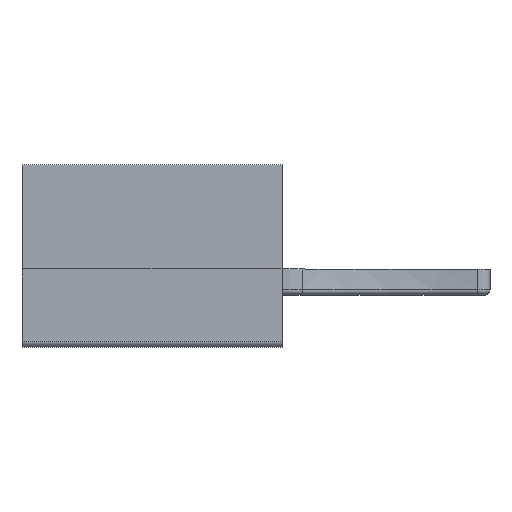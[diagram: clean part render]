
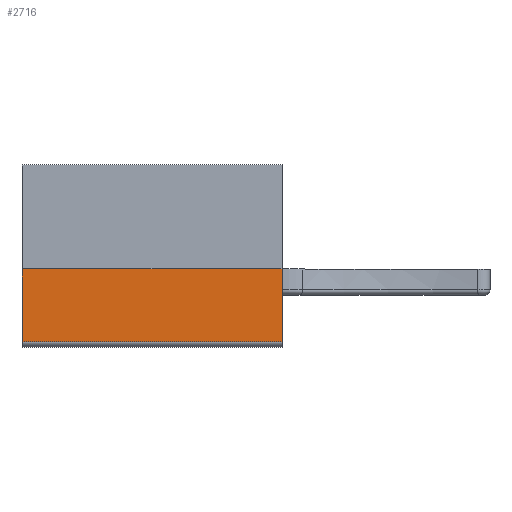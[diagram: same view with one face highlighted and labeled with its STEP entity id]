
A CAD part, top view. The second image highlights one B-rep face of the part: STEP entity #2716.
In plain terms, the highlighted planar face has unit normal (0, 0, 1).
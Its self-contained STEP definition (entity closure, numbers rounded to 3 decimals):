
#157 = PLANE('',#158);
#158 = AXIS2_PLACEMENT_3D('',#159,#160,#161);
#159 = CARTESIAN_POINT('',(-117.,-94.772,22.225));
#160 = DIRECTION('',(1.,0.,0.));
#161 = DIRECTION('',(0.,0.,1.));
#852 = EDGE_CURVE('',#853,#855,#857,.T.);
#853 = VERTEX_POINT('',#854);
#854 = CARTESIAN_POINT('',(-67.,-80.,33.));
#855 = VERTEX_POINT('',#856);
#856 = CARTESIAN_POINT('',(-67.,-94.,33.));
#857 = SURFACE_CURVE('',#858,(#862,#874),.PCURVE_S1.);
#858 = LINE('',#859,#860);
#859 = CARTESIAN_POINT('',(-67.,-80.,33.));
#860 = VECTOR('',#861,1.);
#861 = DIRECTION('',(0.,-1.,0.));
#862 = PCURVE('',#863,#868);
#863 = PLANE('',#864);
#864 = AXIS2_PLACEMENT_3D('',#865,#866,#867);
#865 = CARTESIAN_POINT('',(-67.,-80.,25.));
#866 = DIRECTION('',(-1.,0.,0.));
#867 = DIRECTION('',(0.,0.,-1.));
#868 = DEFINITIONAL_REPRESENTATION('',(#869),#873);
#869 = LINE('',#870,#871);
#870 = CARTESIAN_POINT('',(-8.,0.));
#871 = VECTOR('',#872,1.);
#872 = DIRECTION('',(0.,1.));
#873 = ( GEOMETRIC_REPRESENTATION_CONTEXT(2) 
PARAMETRIC_REPRESENTATION_CONTEXT() REPRESENTATION_CONTEXT('2D SPACE',''
  ) );
#874 = PCURVE('',#875,#880);
#875 = PLANE('',#876);
#876 = AXIS2_PLACEMENT_3D('',#877,#878,#879);
#877 = CARTESIAN_POINT('',(-117.,-80.,33.));
#878 = DIRECTION('',(0.,0.,-1.));
#879 = DIRECTION('',(0.,-1.,0.));
#880 = DEFINITIONAL_REPRESENTATION('',(#881),#885);
#881 = LINE('',#882,#883);
#882 = CARTESIAN_POINT('',(0.,-50.));
#883 = VECTOR('',#884,1.);
#884 = DIRECTION('',(1.,0.));
#885 = ( GEOMETRIC_REPRESENTATION_CONTEXT(2) 
PARAMETRIC_REPRESENTATION_CONTEXT() REPRESENTATION_CONTEXT('2D SPACE',''
  ) );
#901 = PLANE('',#902);
#902 = AXIS2_PLACEMENT_3D('',#903,#904,#905);
#903 = CARTESIAN_POINT('',(-117.,-80.,25.));
#904 = DIRECTION('',(0.,-1.,0.));
#905 = DIRECTION('',(0.,0.,1.));
#2705 = CYLINDRICAL_SURFACE('',#2706,1.);
#2706 = AXIS2_PLACEMENT_3D('',#2707,#2708,#2709);
#2707 = CARTESIAN_POINT('',(-117.,-94.,32.));
#2708 = DIRECTION('',(1.,0.,0.));
#2709 = DIRECTION('',(0.,0.,1.));
#2716 = ADVANCED_FACE('',(#2717),#875,.F.);
#2717 = FACE_BOUND('',#2718,.F.);
#2718 = EDGE_LOOP('',(#2719,#2744,#2765,#2766));
#2719 = ORIENTED_EDGE('',*,*,#2720,.F.);
#2720 = EDGE_CURVE('',#2721,#2723,#2725,.T.);
#2721 = VERTEX_POINT('',#2722);
#2722 = CARTESIAN_POINT('',(-117.,-80.,33.));
#2723 = VERTEX_POINT('',#2724);
#2724 = CARTESIAN_POINT('',(-117.,-94.,33.));
#2725 = SURFACE_CURVE('',#2726,(#2730,#2737),.PCURVE_S1.);
#2726 = LINE('',#2727,#2728);
#2727 = CARTESIAN_POINT('',(-117.,-80.,33.));
#2728 = VECTOR('',#2729,1.);
#2729 = DIRECTION('',(0.,-1.,0.));
#2730 = PCURVE('',#875,#2731);
#2731 = DEFINITIONAL_REPRESENTATION('',(#2732),#2736);
#2732 = LINE('',#2733,#2734);
#2733 = CARTESIAN_POINT('',(0.,0.));
#2734 = VECTOR('',#2735,1.);
#2735 = DIRECTION('',(1.,0.));
#2736 = ( GEOMETRIC_REPRESENTATION_CONTEXT(2) 
PARAMETRIC_REPRESENTATION_CONTEXT() REPRESENTATION_CONTEXT('2D SPACE',''
  ) );
#2737 = PCURVE('',#157,#2738);
#2738 = DEFINITIONAL_REPRESENTATION('',(#2739),#2743);
#2739 = LINE('',#2740,#2741);
#2740 = CARTESIAN_POINT('',(10.775,-14.772));
#2741 = VECTOR('',#2742,1.);
#2742 = DIRECTION('',(0.,1.));
#2743 = ( GEOMETRIC_REPRESENTATION_CONTEXT(2) 
PARAMETRIC_REPRESENTATION_CONTEXT() REPRESENTATION_CONTEXT('2D SPACE',''
  ) );
#2744 = ORIENTED_EDGE('',*,*,#2745,.T.);
#2745 = EDGE_CURVE('',#2721,#853,#2746,.T.);
#2746 = SURFACE_CURVE('',#2747,(#2751,#2758),.PCURVE_S1.);
#2747 = LINE('',#2748,#2749);
#2748 = CARTESIAN_POINT('',(-117.,-80.,33.));
#2749 = VECTOR('',#2750,1.);
#2750 = DIRECTION('',(1.,0.,0.));
#2751 = PCURVE('',#875,#2752);
#2752 = DEFINITIONAL_REPRESENTATION('',(#2753),#2757);
#2753 = LINE('',#2754,#2755);
#2754 = CARTESIAN_POINT('',(-0.,0.));
#2755 = VECTOR('',#2756,1.);
#2756 = DIRECTION('',(0.,-1.));
#2757 = ( GEOMETRIC_REPRESENTATION_CONTEXT(2) 
PARAMETRIC_REPRESENTATION_CONTEXT() REPRESENTATION_CONTEXT('2D SPACE',''
  ) );
#2758 = PCURVE('',#901,#2759);
#2759 = DEFINITIONAL_REPRESENTATION('',(#2760),#2764);
#2760 = LINE('',#2761,#2762);
#2761 = CARTESIAN_POINT('',(8.,0.));
#2762 = VECTOR('',#2763,1.);
#2763 = DIRECTION('',(0.,-1.));
#2764 = ( GEOMETRIC_REPRESENTATION_CONTEXT(2) 
PARAMETRIC_REPRESENTATION_CONTEXT() REPRESENTATION_CONTEXT('2D SPACE',''
  ) );
#2765 = ORIENTED_EDGE('',*,*,#852,.T.);
#2766 = ORIENTED_EDGE('',*,*,#2767,.F.);
#2767 = EDGE_CURVE('',#2723,#855,#2768,.T.);
#2768 = SURFACE_CURVE('',#2769,(#2773,#2780),.PCURVE_S1.);
#2769 = LINE('',#2770,#2771);
#2770 = CARTESIAN_POINT('',(-117.,-94.,33.));
#2771 = VECTOR('',#2772,1.);
#2772 = DIRECTION('',(1.,0.,0.));
#2773 = PCURVE('',#875,#2774);
#2774 = DEFINITIONAL_REPRESENTATION('',(#2775),#2779);
#2775 = LINE('',#2776,#2777);
#2776 = CARTESIAN_POINT('',(14.,0.));
#2777 = VECTOR('',#2778,1.);
#2778 = DIRECTION('',(0.,-1.));
#2779 = ( GEOMETRIC_REPRESENTATION_CONTEXT(2) 
PARAMETRIC_REPRESENTATION_CONTEXT() REPRESENTATION_CONTEXT('2D SPACE',''
  ) );
#2780 = PCURVE('',#2705,#2781);
#2781 = DEFINITIONAL_REPRESENTATION('',(#2782),#2786);
#2782 = LINE('',#2783,#2784);
#2783 = CARTESIAN_POINT('',(0.,0.));
#2784 = VECTOR('',#2785,1.);
#2785 = DIRECTION('',(0.,1.));
#2786 = ( GEOMETRIC_REPRESENTATION_CONTEXT(2) 
PARAMETRIC_REPRESENTATION_CONTEXT() REPRESENTATION_CONTEXT('2D SPACE',''
  ) );
